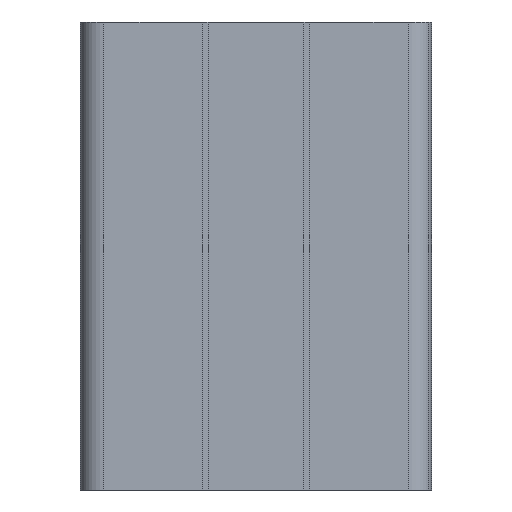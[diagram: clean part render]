
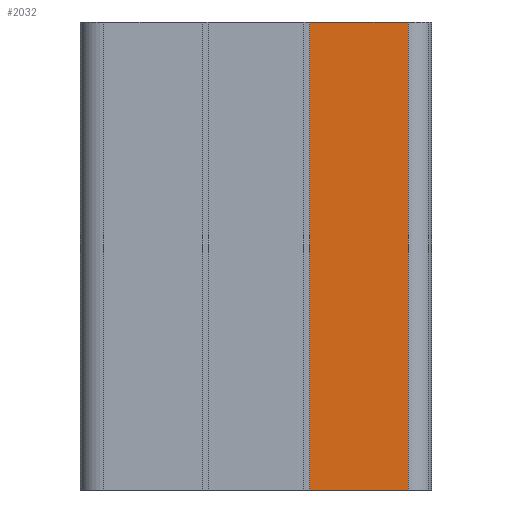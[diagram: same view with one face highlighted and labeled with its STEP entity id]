
A CAD part, front view. The second image highlights one B-rep face of the part: STEP entity #2032.
In plain terms, the highlighted planar face has unit normal (0, -1, 0).
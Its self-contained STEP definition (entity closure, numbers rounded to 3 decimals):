
#151=FACE_OUTER_BOUND('',#252,.T.);
#252=EDGE_LOOP('',(#1531,#1532,#1533,#1534));
#435=LINE('',#3135,#686);
#436=LINE('',#3138,#687);
#437=LINE('',#3140,#688);
#438=LINE('',#3141,#689);
#686=VECTOR('',#2572,10.);
#687=VECTOR('',#2575,10.);
#688=VECTOR('',#2576,10.);
#689=VECTOR('',#2577,10.);
#922=VERTEX_POINT('',#3131);
#923=VERTEX_POINT('',#3133);
#924=VERTEX_POINT('',#3137);
#925=VERTEX_POINT('',#3139);
#1177=EDGE_CURVE('',#922,#923,#435,.T.);
#1178=EDGE_CURVE('',#924,#922,#436,.T.);
#1179=EDGE_CURVE('',#925,#923,#437,.T.);
#1180=EDGE_CURVE('',#924,#925,#438,.T.);
#1531=ORIENTED_EDGE('',*,*,#1178,.T.);
#1532=ORIENTED_EDGE('',*,*,#1177,.T.);
#1533=ORIENTED_EDGE('',*,*,#1179,.F.);
#1534=ORIENTED_EDGE('',*,*,#1180,.F.);
#1933=PLANE('',#2195);
#2032=ADVANCED_FACE('',(#151),#1933,.T.);
#2195=AXIS2_PLACEMENT_3D('',#3136,#2573,#2574);
#2572=DIRECTION('',(0.,0.,1.));
#2573=DIRECTION('center_axis',(0.,-1.,0.));
#2574=DIRECTION('ref_axis',(1.,0.,0.));
#2575=DIRECTION('',(1.,0.,0.));
#2576=DIRECTION('',(1.,0.,0.));
#2577=DIRECTION('',(0.,0.,1.));
#3131=CARTESIAN_POINT('',(13.,-15.,0.));
#3133=CARTESIAN_POINT('',(13.,-15.,40.));
#3135=CARTESIAN_POINT('',(13.,-15.,0.));
#3136=CARTESIAN_POINT('Origin',(4.6,-15.,0.));
#3137=CARTESIAN_POINT('',(4.6,-15.,0.));
#3138=CARTESIAN_POINT('',(4.6,-15.,0.));
#3139=CARTESIAN_POINT('',(4.6,-15.,40.));
#3140=CARTESIAN_POINT('',(4.6,-15.,40.));
#3141=CARTESIAN_POINT('',(4.6,-15.,0.));
